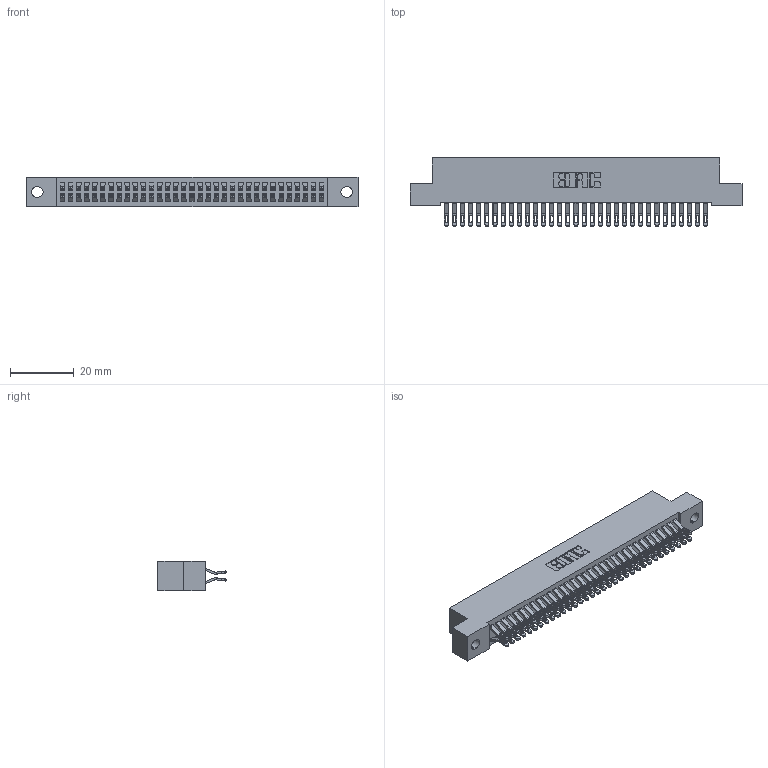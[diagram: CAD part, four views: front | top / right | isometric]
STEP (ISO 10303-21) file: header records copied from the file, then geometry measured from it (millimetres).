
FILE_DESCRIPTION (( 'STEP AP203' ), '1' );
FILE_NAME ('342-066-555-202.STEP', '2018-08-13T08:11:30', ( '' ), ( '' ), 'SwSTEP 2.0', 'SolidWorks 2016', '' );
FILE_SCHEMA (( 'CONFIG_CONTROL_DESIGN' ));
Length unit declared in the file: inch
Products named in the file (3): 342 Part_.128 Slot; 345-292-001_555 Tail; 342-066-555-202
Assembly tree (67 placements, depth 2):
  342-066-555-202
    342 Part_.128 Slot
    345-292-001_555 Tail  x66
Bounding box: 104.14 x 21.47 x 9.4 mm (x, y, z)
Volume: 9445.6 mm3; surface area: 15551.4 mm2
Topology: 67 solids, 67 shells, 3942 faces, 12389 edges, 8258 vertices
Faces by surface type: plane 2314, cylinder 1628
Entity records: 22723 total; most frequent: CARTESIAN_POINT 3812, ORIENTED_EDGE 3718, DIRECTION 3243, EDGE_CURVE 1859, VECTOR 1711, LINE 1711, VERTEX_POINT 1238, AXIS2_PLACEMENT_3D 766
